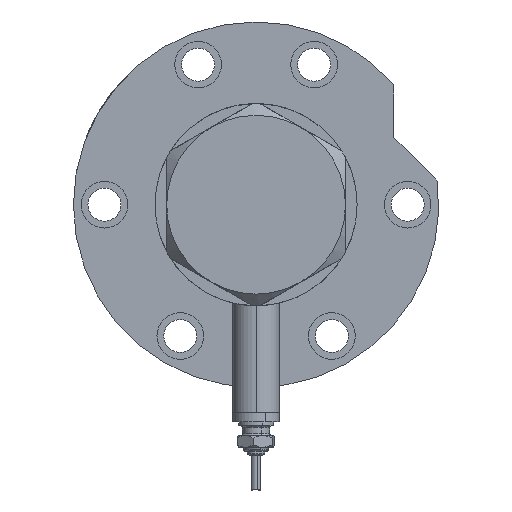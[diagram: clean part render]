
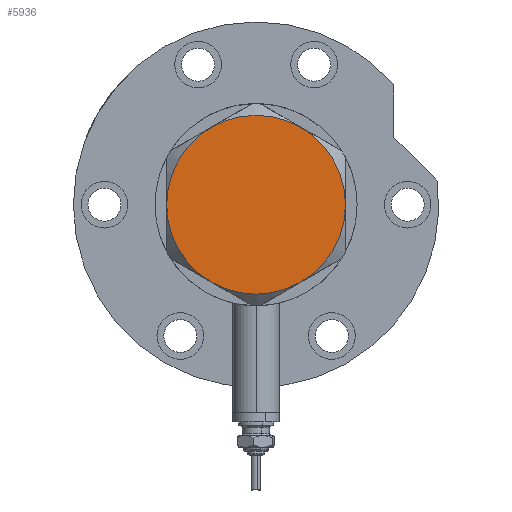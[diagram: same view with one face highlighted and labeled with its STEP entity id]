
A CAD part, left-side view. The second image highlights one B-rep face of the part: STEP entity #5936.
In plain terms, the highlighted face is planar.
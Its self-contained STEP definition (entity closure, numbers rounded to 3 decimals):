
#49 = DIRECTION ( 'NONE',  ( 1., 0., 0. ) ) ;
#141 = CARTESIAN_POINT ( 'NONE',  ( 0., 0., 9. ) ) ;
#323 = EDGE_LOOP ( 'NONE', ( #648, #511, #3866, #4219, #4018, #7374 ) ) ;
#332 = EDGE_CURVE ( 'NONE', #1567, #1123, #3980, .T. ) ;
#458 = AXIS2_PLACEMENT_3D ( 'NONE', #2455, #3496, #4924 ) ;
#511 = ORIENTED_EDGE ( 'NONE', *, *, #1913, .T. ) ;
#615 = DIRECTION ( 'NONE',  ( 0., 0., 1. ) ) ;
#648 = ORIENTED_EDGE ( 'NONE', *, *, #3754, .T. ) ;
#798 = CARTESIAN_POINT ( 'NONE',  ( 0., 0., 9. ) ) ;
#850 = AXIS2_PLACEMENT_3D ( 'NONE', #141, #5701, #2101 ) ;
#975 = CARTESIAN_POINT ( 'NONE',  ( -11.5, 19.919, 9. ) ) ;
#982 = CARTESIAN_POINT ( 'NONE',  ( 11.5, -19.919, 9. ) ) ;
#1013 = PLANE ( 'NONE',  #458 ) ;
#1123 = VERTEX_POINT ( 'NONE', #3674 ) ;
#1401 = CARTESIAN_POINT ( 'NONE',  ( 0., 0., 9. ) ) ;
#1567 = VERTEX_POINT ( 'NONE', #7815 ) ;
#1913 = EDGE_CURVE ( 'NONE', #5732, #3074, #3812, .T. ) ;
#2101 = DIRECTION ( 'NONE',  ( 1., 0., 0. ) ) ;
#2203 = CARTESIAN_POINT ( 'NONE',  ( 11.5, 19.919, 9. ) ) ;
#2455 = CARTESIAN_POINT ( 'NONE',  ( 0., 0., 9. ) ) ;
#2533 = AXIS2_PLACEMENT_3D ( 'NONE', #4986, #6668, #49 ) ;
#2600 = CARTESIAN_POINT ( 'NONE',  ( 23., 0., 9. ) ) ;
#2777 = EDGE_CURVE ( 'NONE', #1123, #3660, #4592, .T. ) ;
#2953 = CIRCLE ( 'NONE', #7555, 23. ) ;
#3074 = VERTEX_POINT ( 'NONE', #2203 ) ;
#3277 = DIRECTION ( 'NONE',  ( 1., 0., 0. ) ) ;
#3320 = DIRECTION ( 'NONE',  ( 0., 0., 1. ) ) ;
#3496 = DIRECTION ( 'NONE',  ( 0., 0., 1. ) ) ;
#3559 = AXIS2_PLACEMENT_3D ( 'NONE', #4128, #6571, #5264 ) ;
#3660 = VERTEX_POINT ( 'NONE', #982 ) ;
#3674 = CARTESIAN_POINT ( 'NONE',  ( -11.5, -19.919, 9. ) ) ;
#3703 = CIRCLE ( 'NONE', #4479, 23. ) ;
#3754 = EDGE_CURVE ( 'NONE', #3660, #5732, #3703, .T. ) ;
#3812 = CIRCLE ( 'NONE', #7617, 23. ) ;
#3866 = ORIENTED_EDGE ( 'NONE', *, *, #7601, .T. ) ;
#3980 = CIRCLE ( 'NONE', #2533, 23. ) ;
#4018 = ORIENTED_EDGE ( 'NONE', *, *, #332, .T. ) ;
#4128 = CARTESIAN_POINT ( 'NONE',  ( 0., 0., 9. ) ) ;
#4219 = ORIENTED_EDGE ( 'NONE', *, *, #5699, .T. ) ;
#4232 = CARTESIAN_POINT ( 'NONE',  ( 0., 0., 9. ) ) ;
#4479 = AXIS2_PLACEMENT_3D ( 'NONE', #4232, #615, #4907 ) ;
#4592 = CIRCLE ( 'NONE', #3559, 23. ) ;
#4639 = DIRECTION ( 'NONE',  ( 1., 0., 0. ) ) ;
#4907 = DIRECTION ( 'NONE',  ( 1., 0., 0. ) ) ;
#4924 = DIRECTION ( 'NONE',  ( 1., 0., 0. ) ) ;
#4986 = CARTESIAN_POINT ( 'NONE',  ( 0., 0., 9. ) ) ;
#5264 = DIRECTION ( 'NONE',  ( 1., 0., 0. ) ) ;
#5430 = VERTEX_POINT ( 'NONE', #975 ) ;
#5699 = EDGE_CURVE ( 'NONE', #5430, #1567, #7401, .T. ) ;
#5701 = DIRECTION ( 'NONE',  ( 0., 0., 1. ) ) ;
#5732 = VERTEX_POINT ( 'NONE', #2600 ) ;
#5936 = ADVANCED_FACE ( 'NONE', ( #7182 ), #1013, .T. ) ;
#6571 = DIRECTION ( 'NONE',  ( 0., 0., 1. ) ) ;
#6668 = DIRECTION ( 'NONE',  ( 0., 0., 1. ) ) ;
#7137 = DIRECTION ( 'NONE',  ( 0., 0., 1. ) ) ;
#7182 = FACE_OUTER_BOUND ( 'NONE', #323, .T. ) ;
#7374 = ORIENTED_EDGE ( 'NONE', *, *, #2777, .T. ) ;
#7401 = CIRCLE ( 'NONE', #850, 23. ) ;
#7555 = AXIS2_PLACEMENT_3D ( 'NONE', #798, #7137, #4639 ) ;
#7601 = EDGE_CURVE ( 'NONE', #3074, #5430, #2953, .T. ) ;
#7617 = AXIS2_PLACEMENT_3D ( 'NONE', #1401, #3320, #3277 ) ;
#7815 = CARTESIAN_POINT ( 'NONE',  ( -23., 0., 9. ) ) ;
